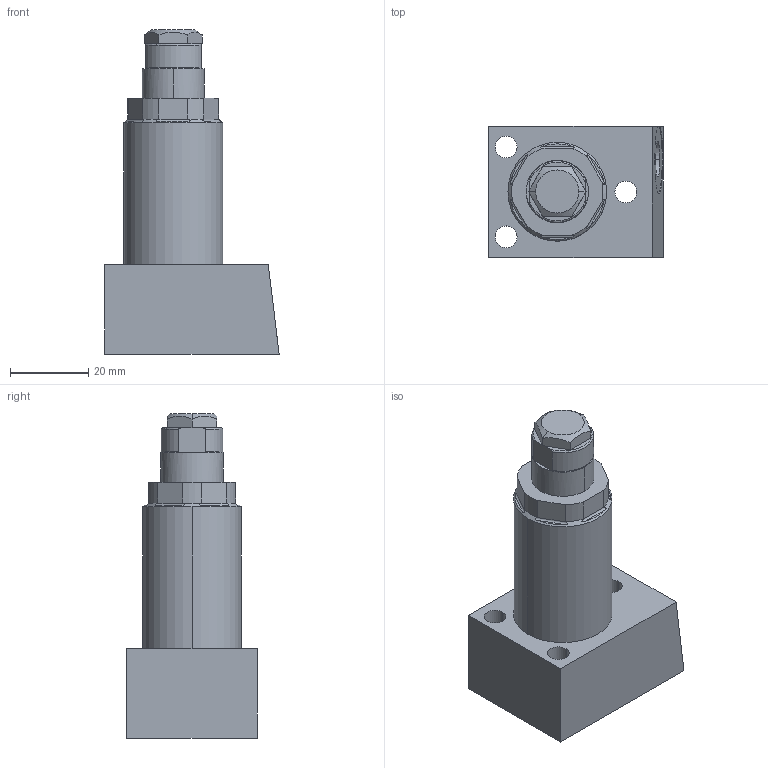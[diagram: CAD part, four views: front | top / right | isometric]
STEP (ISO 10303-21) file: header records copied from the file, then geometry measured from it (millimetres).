
FILE_DESCRIPTION((''),'2;1');
FILE_NAME('ILC10080615','2012-10-18T',('jdw'),(''),'PRO/ENGINEER BY PARAMETRIC TECHNOLOGY CORPORATION, 2007460','PRO/ENGINEER BY PARAMETRIC TECHNOLOGY CORPORATION, 2007460','');
FILE_SCHEMA(('AUTOMOTIVE_DESIGN_CC2 { 1 2 10303 214 -1 1 5 2 }'));
Length unit declared in the file: inch
Products named in the file (1): ILC10080615
Bounding box: 44.45 x 33.35 x 82.68 mm (x, y, z)
Volume: 53459.7 mm3; surface area: 12580.5 mm2
Topology: 1 solids, 2 shells, 91 faces, 217 edges, 131 vertices
Faces by surface type: plane 39, cylinder 34, cone 10, torus 8
Entity records: 3096 total; most frequent: CARTESIAN_POINT 779, DIRECTION 456, ORIENTED_EDGE 430, EDGE_CURVE 215, AXIS2_PLACEMENT_3D 176, VERTEX_POINT 131, COLOUR_RGB 106, VECTOR 104
